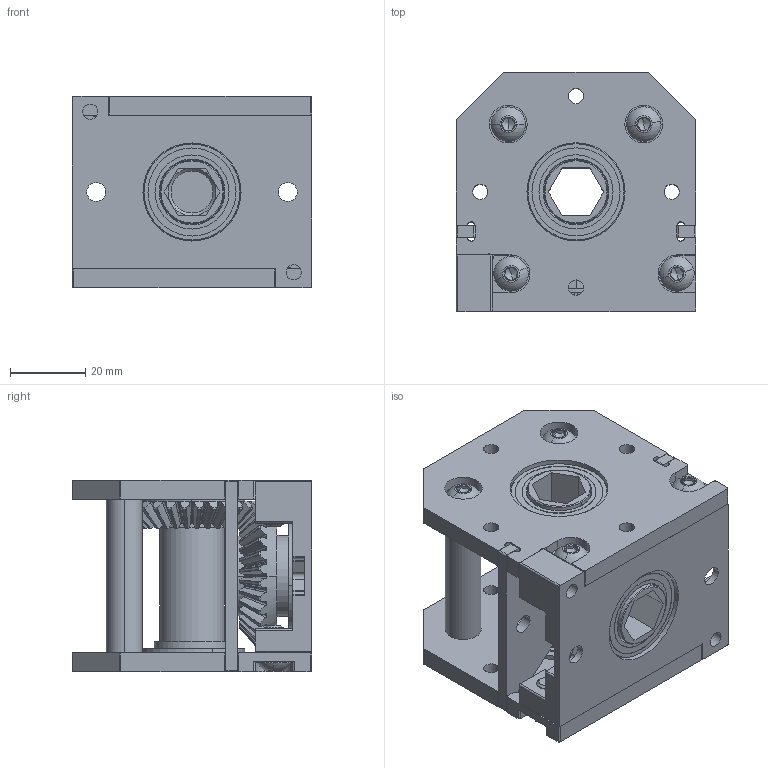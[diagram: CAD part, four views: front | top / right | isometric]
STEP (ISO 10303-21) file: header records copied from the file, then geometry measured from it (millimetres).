
FILE_DESCRIPTION (( 'STEP AP203' ), '1' );
FILE_NAME ('REV-21-2120.STEP', '2022-12-05T18:54:32', ( '' ), ( '' ), 'SwSTEP 2.0', 'SolidWorks 2022', '' );
FILE_SCHEMA (( 'CONFIG_CONTROL_DESIGN' ));
Length unit declared in the file: inch
Products named in the file (1): REV-21-2120
Bounding box: 63.5 x 63.5 x 50.8 mm (x, y, z)
Volume: 76270.6 mm3; surface area: 61587.9 mm2
Topology: 96 solids, 96 shells, 1683 faces, 4404 edges, 2810 vertices
Faces by surface type: cylinder 452, bspline 420, plane 351, cone 300, sphere 136, torus 24
Entity records: 58489 total; most frequent: CARTESIAN_POINT 21636, ORIENTED_EDGE 8160, DIRECTION 6602, EDGE_CURVE 4080, VERTEX_POINT 2630, AXIS2_PLACEMENT_3D 2592, EDGE_LOOP 1826, FACE_OUTER_BOUND 1683
